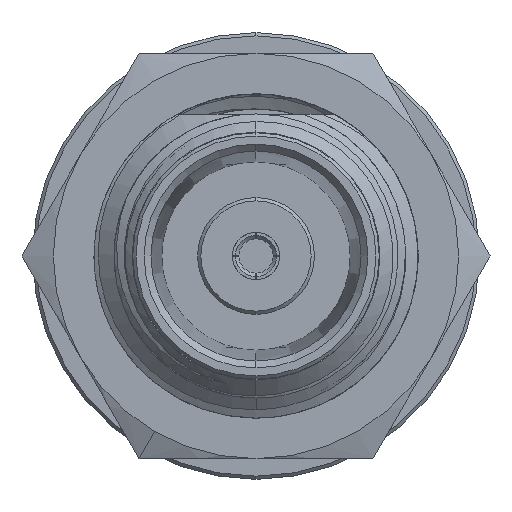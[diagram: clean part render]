
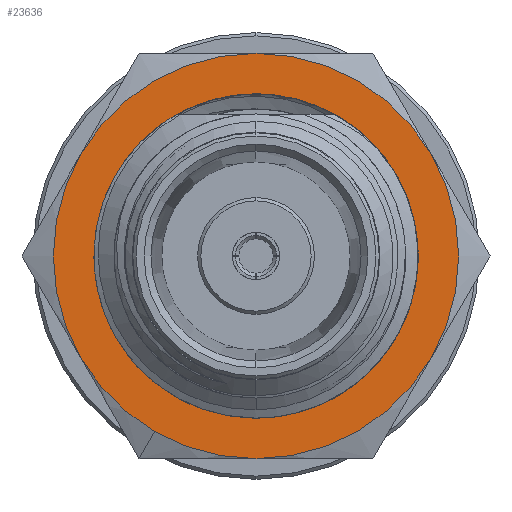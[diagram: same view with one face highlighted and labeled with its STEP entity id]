
A CAD part, left-side view. The second image highlights one B-rep face of the part: STEP entity #23636.
In plain terms, the highlighted planar face has unit normal (-1, 0, 0).
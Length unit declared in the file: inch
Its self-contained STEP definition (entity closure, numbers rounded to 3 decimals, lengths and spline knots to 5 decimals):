
#224 = CARTESIAN_POINT ( 'NONE',  ( 0.56627, 0.27063, 0.15625 ) ) ;
#482 = ORIENTED_EDGE ( 'NONE', *, *, #11513, .F. ) ;
#704 = VERTEX_POINT ( 'NONE', #5886 ) ;
#866 = ORIENTED_EDGE ( 'NONE', *, *, #18466, .T. ) ;
#1676 = VERTEX_POINT ( 'NONE', #24593 ) ;
#1813 = DIRECTION ( 'NONE',  ( -1., 0., 0. ) ) ;
#2260 = VERTEX_POINT ( 'NONE', #25568 ) ;
#2617 = DIRECTION ( 'NONE',  ( -1., 0., 0. ) ) ;
#3080 = DIRECTION ( 'NONE',  ( 0., 0.5, -0.866 ) ) ;
#3102 = DIRECTION ( 'NONE',  ( -1., 0., 0. ) ) ;
#3335 = CIRCLE ( 'NONE', #7569, 0.3125 ) ;
#3524 = CARTESIAN_POINT ( 'NONE',  ( 0.56627, 0., 0. ) ) ;
#4094 = VERTEX_POINT ( 'NONE', #24672 ) ;
#4117 = FACE_OUTER_BOUND ( 'NONE', #15801, .T. ) ;
#5073 = DIRECTION ( 'NONE',  ( -1., 0., 0. ) ) ;
#5082 = CARTESIAN_POINT ( 'NONE',  ( 0.56627, 0., 0. ) ) ;
#5142 = AXIS2_PLACEMENT_3D ( 'NONE', #12337, #2617, #20391 ) ;
#5161 = DIRECTION ( 'NONE',  ( 0., 0.5, -0.866 ) ) ;
#5184 = DIRECTION ( 'NONE',  ( 0., 0.5, -0.866 ) ) ;
#5216 = CARTESIAN_POINT ( 'NONE',  ( 0.56627, -0.27063, 0.15625 ) ) ;
#5238 = AXIS2_PLACEMENT_3D ( 'NONE', #3524, #19446, #17546 ) ;
#5394 = AXIS2_PLACEMENT_3D ( 'NONE', #15226, #3102, #5184 ) ;
#5886 = CARTESIAN_POINT ( 'NONE',  ( 0.56627, 0., 0.3125 ) ) ;
#6164 = EDGE_CURVE ( 'NONE', #21849, #1676, #12641, .T. ) ;
#6574 = DIRECTION ( 'NONE',  ( 0., 0.5, -0.866 ) ) ;
#6798 = VERTEX_POINT ( 'NONE', #10636 ) ;
#6949 = EDGE_LOOP ( 'NONE', ( #21353, #482 ) ) ;
#7045 = CIRCLE ( 'NONE', #5238, 0.25 ) ;
#7152 = EDGE_CURVE ( 'NONE', #12141, #2260, #3335, .T. ) ;
#7569 = AXIS2_PLACEMENT_3D ( 'NONE', #15283, #25244, #17194 ) ;
#8028 = EDGE_CURVE ( 'NONE', #20534, #6798, #7045, .T. ) ;
#8084 = ORIENTED_EDGE ( 'NONE', *, *, #7152, .T. ) ;
#9410 = CARTESIAN_POINT ( 'NONE',  ( 0.56627, 0., 0. ) ) ;
#10636 = CARTESIAN_POINT ( 'NONE',  ( 0.56627, 0.06947, 0.24015 ) ) ;
#11513 = EDGE_CURVE ( 'NONE', #6798, #20534, #17523, .T. ) ;
#12141 = VERTEX_POINT ( 'NONE', #16283 ) ;
#12337 = CARTESIAN_POINT ( 'NONE',  ( 0.56627, 0., 0. ) ) ;
#12641 = CIRCLE ( 'NONE', #5394, 0.3125 ) ;
#12722 = CIRCLE ( 'NONE', #24287, 0.3125 ) ;
#13081 = FACE_BOUND ( 'NONE', #6949, .T. ) ;
#13139 = EDGE_CURVE ( 'NONE', #704, #21849, #19973, .T. ) ;
#13689 = AXIS2_PLACEMENT_3D ( 'NONE', #17848, #1813, #19658 ) ;
#14042 = CIRCLE ( 'NONE', #16276, 0.3125 ) ;
#15226 = CARTESIAN_POINT ( 'NONE',  ( 0.56627, 0., 0. ) ) ;
#15255 = CIRCLE ( 'NONE', #17444, 0.3125 ) ;
#15283 = CARTESIAN_POINT ( 'NONE',  ( 0.56627, 0., 0. ) ) ;
#15548 = EDGE_CURVE ( 'NONE', #1676, #4094, #14042, .T. ) ;
#15599 = AXIS2_PLACEMENT_3D ( 'NONE', #5082, #20939, #3080 ) ;
#15801 = EDGE_LOOP ( 'NONE', ( #23366, #18927, #8084, #18145, #866, #19172, #19729 ) ) ;
#16276 = AXIS2_PLACEMENT_3D ( 'NONE', #21014, #5073, #5161 ) ;
#16283 = CARTESIAN_POINT ( 'NONE',  ( 0.56627, 0., -0.3125 ) ) ;
#16373 = DIRECTION ( 'NONE',  ( -1., 0., 0. ) ) ;
#16525 = DIRECTION ( 'NONE',  ( -1., 0., 0. ) ) ;
#17194 = DIRECTION ( 'NONE',  ( 0., 0.5, -0.866 ) ) ;
#17444 = AXIS2_PLACEMENT_3D ( 'NONE', #20363, #16373, #20278 ) ;
#17523 = CIRCLE ( 'NONE', #5142, 0.25 ) ;
#17546 = DIRECTION ( 'NONE',  ( 0., 0.5, -0.866 ) ) ;
#17765 = PLANE ( 'NONE',  #13689 ) ;
#17848 = CARTESIAN_POINT ( 'NONE',  ( 0.56627, 0., 0. ) ) ;
#18145 = ORIENTED_EDGE ( 'NONE', *, *, #24186, .T. ) ;
#18419 = CARTESIAN_POINT ( 'NONE',  ( 0.56627, 0., 0. ) ) ;
#18466 = EDGE_CURVE ( 'NONE', #19364, #704, #15255, .T. ) ;
#18927 = ORIENTED_EDGE ( 'NONE', *, *, #25043, .T. ) ;
#19172 = ORIENTED_EDGE ( 'NONE', *, *, #13139, .T. ) ;
#19364 = VERTEX_POINT ( 'NONE', #5216 ) ;
#19446 = DIRECTION ( 'NONE',  ( -1., 0., 0. ) ) ;
#19658 = DIRECTION ( 'NONE',  ( 0., 0.5, -0.866 ) ) ;
#19729 = ORIENTED_EDGE ( 'NONE', *, *, #6164, .T. ) ;
#19973 = CIRCLE ( 'NONE', #15599, 0.3125 ) ;
#20278 = DIRECTION ( 'NONE',  ( 0., 0.5, -0.866 ) ) ;
#20363 = CARTESIAN_POINT ( 'NONE',  ( 0.56627, 0., 0. ) ) ;
#20391 = DIRECTION ( 'NONE',  ( 0., 0.5, -0.866 ) ) ;
#20534 = VERTEX_POINT ( 'NONE', #25101 ) ;
#20939 = DIRECTION ( 'NONE',  ( -1., 0., 0. ) ) ;
#21014 = CARTESIAN_POINT ( 'NONE',  ( 0.56627, 0., 0. ) ) ;
#21253 = DIRECTION ( 'NONE',  ( 0., 0.5, -0.866 ) ) ;
#21353 = ORIENTED_EDGE ( 'NONE', *, *, #8028, .F. ) ;
#21849 = VERTEX_POINT ( 'NONE', #224 ) ;
#22068 = CIRCLE ( 'NONE', #22478, 0.3125 ) ;
#22478 = AXIS2_PLACEMENT_3D ( 'NONE', #18419, #16525, #6574 ) ;
#23366 = ORIENTED_EDGE ( 'NONE', *, *, #15548, .T. ) ;
#23636 = ADVANCED_FACE ( 'NONE', ( #13081, #4117 ), #17765, .T. ) ;
#24186 = EDGE_CURVE ( 'NONE', #2260, #19364, #22068, .T. ) ;
#24287 = AXIS2_PLACEMENT_3D ( 'NONE', #9410, #24965, #21253 ) ;
#24593 = CARTESIAN_POINT ( 'NONE',  ( 0.56627, 0.27063, -0.15625 ) ) ;
#24672 = CARTESIAN_POINT ( 'NONE',  ( 0.56627, 0.15625, -0.27063 ) ) ;
#24965 = DIRECTION ( 'NONE',  ( -1., 0., 0. ) ) ;
#25043 = EDGE_CURVE ( 'NONE', #4094, #12141, #12722, .T. ) ;
#25101 = CARTESIAN_POINT ( 'NONE',  ( 0.56627, 0.21894, 0.12069 ) ) ;
#25244 = DIRECTION ( 'NONE',  ( -1., 0., 0. ) ) ;
#25568 = CARTESIAN_POINT ( 'NONE',  ( 0.56627, -0.27063, -0.15625 ) ) ;
